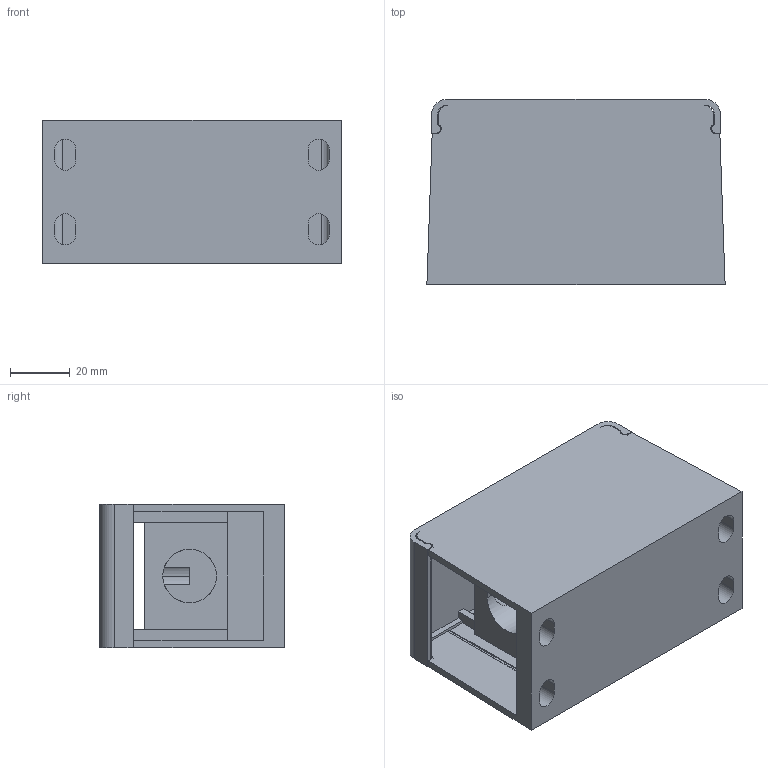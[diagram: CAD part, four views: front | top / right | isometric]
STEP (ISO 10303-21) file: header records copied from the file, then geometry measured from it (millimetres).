
FILE_DESCRIPTION((''),'2;1');
FILE_NAME('UJFX1-120_ASM','2024-01-18T',('dell'),(''),'PRO/ENGINEER BY PARAMETRIC TECHNOLOGY CORPORATION, 2013230','PRO/ENGINEER BY PARAMETRIC TECHNOLOGY CORPORATION, 2013230','');
FILE_SCHEMA(('AUTOMOTIVE_DESIGN { 1 0 10303 214 1 1 1 1 }'));
Length unit declared in the file: millimetre
Products named in the file (1): UJFX1-120_ASM
Bounding box: 100 x 62 x 48 mm (x, y, z)
Volume: 143574.8 mm3; surface area: 55327.7 mm2
Topology: 1 solids, 1 shells, 199 faces, 575 edges, 371 vertices
Faces by surface type: plane 129, cylinder 70
Entity records: 6933 total; most frequent: CARTESIAN_POINT 1490, ORIENTED_EDGE 1150, DIRECTION 1089, EDGE_CURVE 575, VECTOR 419, LINE 419, VERTEX_POINT 371, AXIS2_PLACEMENT_3D 335
